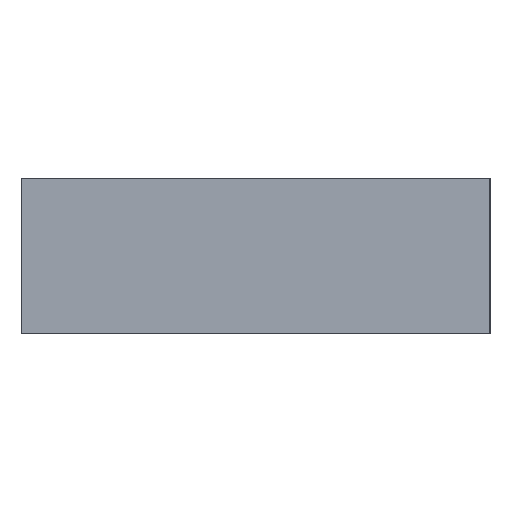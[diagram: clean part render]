
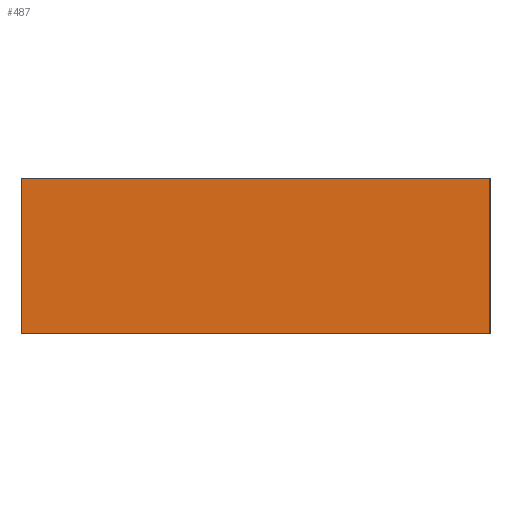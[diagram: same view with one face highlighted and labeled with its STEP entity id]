
A CAD part, left-side view. The second image highlights one B-rep face of the part: STEP entity #487.
In plain terms, the highlighted planar face has unit normal (-1, 0, 0).
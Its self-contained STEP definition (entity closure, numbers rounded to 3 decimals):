
#50 = AXIS2_PLACEMENT_3D ( 'NONE', #63, #57, #55 ) ;
#55 = DIRECTION ( 'NONE',  ( 0., 0., -1. ) ) ;
#57 = DIRECTION ( 'NONE',  ( 1., 0., 0. ) ) ;
#63 = CARTESIAN_POINT ( 'NONE',  ( 0., 0., 2. ) ) ;
#67 = PLANE ( 'NONE',  #50 ) ;
#156 = CARTESIAN_POINT ( 'NONE',  ( 0., 0., 0. ) ) ;
#187 = CARTESIAN_POINT ( 'NONE',  ( 0., 6., 2. ) ) ;
#208 = VERTEX_POINT ( 'NONE', #156 ) ;
#213 = CARTESIAN_POINT ( 'NONE',  ( 0., 0., 0. ) ) ;
#214 = ORIENTED_EDGE ( 'NONE', *, *, #984, .F. ) ;
#215 = DIRECTION ( 'NONE',  ( 0., 0., -1. ) ) ;
#219 = DIRECTION ( 'NONE',  ( 0., 0., -1. ) ) ;
#246 = DIRECTION ( 'NONE',  ( 0., -1., 0. ) ) ;
#259 = CARTESIAN_POINT ( 'NONE',  ( 0., 6., 2. ) ) ;
#287 = VECTOR ( 'NONE', #246, 1000. ) ;
#293 = VECTOR ( 'NONE', #215, 1000. ) ;
#294 = LINE ( 'NONE', #213, #287 ) ;
#296 = LINE ( 'NONE', #500, #293 ) ;
#297 = VECTOR ( 'NONE', #219, 1000. ) ;
#307 = LINE ( 'NONE', #259, #297 ) ;
#354 = VECTOR ( 'NONE', #1031, 1000. ) ;
#357 = LINE ( 'NONE', #1028, #354 ) ;
#487 = ADVANCED_FACE ( 'NONE', ( #501 ), #67, .F. ) ;
#500 = CARTESIAN_POINT ( 'NONE',  ( 0., 0., 2. ) ) ;
#501 = FACE_OUTER_BOUND ( 'NONE', #970, .T. ) ;
#783 = VERTEX_POINT ( 'NONE', #941 ) ;
#857 = ORIENTED_EDGE ( 'NONE', *, *, #1087, .T. ) ;
#860 = ORIENTED_EDGE ( 'NONE', *, *, #1083, .F. ) ;
#871 = VERTEX_POINT ( 'NONE', #187 ) ;
#941 = CARTESIAN_POINT ( 'NONE',  ( 0., 6., 0. ) ) ;
#966 = CARTESIAN_POINT ( 'NONE',  ( 0., 0., 2. ) ) ;
#970 = EDGE_LOOP ( 'NONE', ( #857, #860, #214, #972 ) ) ;
#972 = ORIENTED_EDGE ( 'NONE', *, *, #1076, .T. ) ;
#984 = EDGE_CURVE ( 'NONE', #871, #996, #357, .T. ) ;
#996 = VERTEX_POINT ( 'NONE', #966 ) ;
#1028 = CARTESIAN_POINT ( 'NONE',  ( 0., 0., 2. ) ) ;
#1031 = DIRECTION ( 'NONE',  ( 0., -1., 0. ) ) ;
#1076 = EDGE_CURVE ( 'NONE', #871, #783, #307, .T. ) ;
#1083 = EDGE_CURVE ( 'NONE', #996, #208, #296, .T. ) ;
#1087 = EDGE_CURVE ( 'NONE', #783, #208, #294, .T. ) ;
